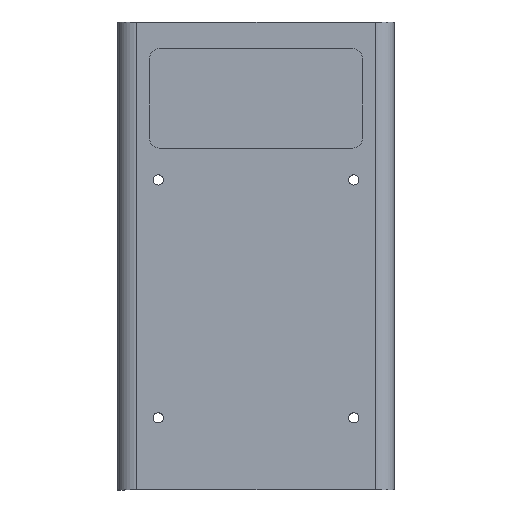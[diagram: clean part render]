
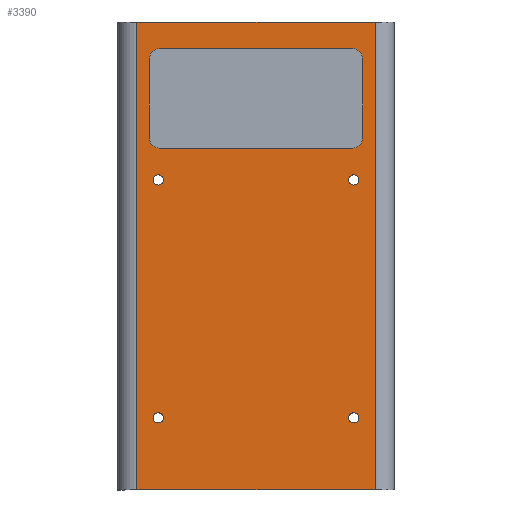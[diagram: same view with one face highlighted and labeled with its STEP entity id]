
A CAD part, top view. The second image highlights one B-rep face of the part: STEP entity #3390.
In plain terms, the highlighted planar face has unit normal (0, 0, 1).
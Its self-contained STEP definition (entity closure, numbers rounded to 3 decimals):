
#100=CARTESIAN_POINT('',(7.755,81.47,26.376));
#110=VERTEX_POINT('',#100);
#290=CARTESIAN_POINT('',(10.245,81.47,26.376));
#300=VERTEX_POINT('',#290);
#330=CARTESIAN_POINT('',(9.,81.47,26.376));
#340=DIRECTION('',(0.,0.,-1.));
#350=DIRECTION('',(-1.,0.,0.));
#360=AXIS2_PLACEMENT_3D('',#330,#340,#350);
#370=CIRCLE('',#360,1.245);
#380=EDGE_CURVE('',#300,#110,#370,.T.);
#1800=CARTESIAN_POINT('',(-1.,3.852,
26.376));
#1810=DIRECTION('',(0.,0.,-1.));
#1820=DIRECTION('',(-1.,0.,0.));
#1830=AXIS2_PLACEMENT_3D('',#1800,#1810,#1820);
#1840=PLANE('',#1830);
#1850=EDGE_CURVE('',#110,#300,#370,.T.);
#1860=ORIENTED_EDGE('',*,*,#1850,.T.);
#1870=ORIENTED_EDGE('',*,*,#380,.T.);
#1880=EDGE_LOOP('',(#1870,#1860));
#1890=FACE_BOUND('',#1880,.T.);
#1900=CARTESIAN_POINT('',(9.,23.05,26.376));
#1910=DIRECTION('',(0.,0.,-1.));
#1920=DIRECTION('',(-1.,0.,0.));
#1930=AXIS2_PLACEMENT_3D('',#1900,#1910,#1920);
#1940=CIRCLE('',#1930,1.245);
#1950=CARTESIAN_POINT('',(7.755,23.05,26.376));
#1960=VERTEX_POINT('',#1950);
#1970=CARTESIAN_POINT('',(10.245,23.05,26.376));
#1980=VERTEX_POINT('',#1970);
#1990=EDGE_CURVE('',#1960,#1980,#1940,.T.);
#2000=ORIENTED_EDGE('',*,*,#1990,.T.);
#2010=EDGE_CURVE('',#1980,#1960,#1940,.T.);
#2020=ORIENTED_EDGE('',*,*,#2010,.T.);
#2030=EDGE_LOOP('',(#2020,#2000));
#2040=FACE_BOUND('',#2030,.T.);
#2050=CARTESIAN_POINT('',(59.162,3.852,26.376
));
#2060=DIRECTION('',(0.,1.,0.));
#2070=VECTOR('',#2060,1.);
#2080=LINE('',#2050,#2070);
#2090=CARTESIAN_POINT('',(59.162,91.676,26.376));
#2100=VERTEX_POINT('',#2090);
#2110=CARTESIAN_POINT('',(59.162,111.285,26.376));
#2120=VERTEX_POINT('',#2110);
#2130=EDGE_CURVE('',#2100,#2120,#2080,.T.);
#2140=ORIENTED_EDGE('',*,*,#2130,.F.);
#2150=CARTESIAN_POINT('',(56.774,111.285,26.376));
#2160=DIRECTION('',(0.,0.,1.));
#2170=DIRECTION('',(1.,0.,0.));
#2180=AXIS2_PLACEMENT_3D('',#2150,#2160,#2170);
#2190=CIRCLE('',#2180,2.388);
#2200=CARTESIAN_POINT('',(56.774,113.672,26.376));
#2210=VERTEX_POINT('',#2200);
#2220=EDGE_CURVE('',#2120,#2210,#2190,.T.);
#2230=ORIENTED_EDGE('',*,*,#2220,.F.);
#2240=CARTESIAN_POINT('',(1.505,113.672,26.376));
#2250=DIRECTION('',(-1.,0.,0.));
#2260=VECTOR('',#2250,1.);
#2270=LINE('',#2240,#2260);
#2280=CARTESIAN_POINT('',(9.226,113.672,26.376));
#2290=VERTEX_POINT('',#2280);
#2300=EDGE_CURVE('',#2210,#2290,#2270,.T.);
#2310=ORIENTED_EDGE('',*,*,#2300,.F.);
#2320=CARTESIAN_POINT('',(9.226,111.285,26.376));
#2330=DIRECTION('',(0.,0.,1.));
#2340=DIRECTION('',(1.,0.,0.));
#2350=AXIS2_PLACEMENT_3D('',#2320,#2330,#2340);
#2360=CIRCLE('',#2350,2.388);
#2370=CARTESIAN_POINT('',(6.838,111.285,26.376));
#2380=VERTEX_POINT('',#2370);
#2390=EDGE_CURVE('',#2290,#2380,#2360,.T.);
#2400=ORIENTED_EDGE('',*,*,#2390,.F.);
#2410=CARTESIAN_POINT('',(6.838,3.852,26.376
));
#2420=DIRECTION('',(0.,-1.,0.));
#2430=VECTOR('',#2420,1.);
#2440=LINE('',#2410,#2430);
#2450=CARTESIAN_POINT('',(6.838,91.676,26.376));
#2460=VERTEX_POINT('',#2450);
#2470=EDGE_CURVE('',#2380,#2460,#2440,.T.);
#2480=ORIENTED_EDGE('',*,*,#2470,.F.);
#2490=CARTESIAN_POINT('',(9.226,91.676,26.376));
#2500=DIRECTION('',(0.,0.,1.));
#2510=DIRECTION('',(1.,0.,0.));
#2520=AXIS2_PLACEMENT_3D('',#2490,#2500,#2510);
#2530=CIRCLE('',#2520,2.388);
#2540=CARTESIAN_POINT('',(9.226,89.288,26.376));
#2550=VERTEX_POINT('',#2540);
#2560=EDGE_CURVE('',#2460,#2550,#2530,.T.);
#2570=ORIENTED_EDGE('',*,*,#2560,.F.);
#2580=CARTESIAN_POINT('',(1.505,89.288,26.376));
#2590=DIRECTION('',(1.,0.,0.));
#2600=VECTOR('',#2590,1.);
#2610=LINE('',#2580,#2600);
#2620=CARTESIAN_POINT('',(56.774,89.288,26.376));
#2630=VERTEX_POINT('',#2620);
#2640=EDGE_CURVE('',#2550,#2630,#2610,.T.);
#2650=ORIENTED_EDGE('',*,*,#2640,.F.);
#2660=CARTESIAN_POINT('',(56.774,91.676,26.376));
#2670=DIRECTION('',(0.,0.,1.));
#2680=DIRECTION('',(1.,0.,0.));
#2690=AXIS2_PLACEMENT_3D('',#2660,#2670,#2680);
#2700=CIRCLE('',#2690,2.388);
#2710=EDGE_CURVE('',#2630,#2100,#2700,.T.);
#2720=ORIENTED_EDGE('',*,*,#2710,.F.);
#2730=EDGE_LOOP('',(#2720,#2650,#2570,#2480,#2400,#2310,#2230,#2140));
#2740=FACE_BOUND('',#2730,.T.);
#2750=CARTESIAN_POINT('',(57.,23.05,26.376));
#2760=DIRECTION('',(0.,0.,-1.));
#2770=DIRECTION('',(-1.,0.,0.));
#2780=AXIS2_PLACEMENT_3D('',#2750,#2760,#2770);
#2790=CIRCLE('',#2780,1.245);
#2800=CARTESIAN_POINT('',(55.755,23.05,26.376));
#2810=VERTEX_POINT('',#2800);
#2820=CARTESIAN_POINT('',(58.245,23.05,26.376));
#2830=VERTEX_POINT('',#2820);
#2840=EDGE_CURVE('',#2810,#2830,#2790,.T.);
#2850=ORIENTED_EDGE('',*,*,#2840,.T.);
#2860=EDGE_CURVE('',#2830,#2810,#2790,.T.);
#2870=ORIENTED_EDGE('',*,*,#2860,.T.);
#2880=EDGE_LOOP('',(#2870,#2850));
#2890=FACE_BOUND('',#2880,.T.);
#2900=CARTESIAN_POINT('',(57.,81.47,26.376));
#2910=DIRECTION('',(0.,0.,-1.));
#2920=DIRECTION('',(-1.,0.,0.));
#2930=AXIS2_PLACEMENT_3D('',#2900,#2910,#2920);
#2940=CIRCLE('',#2930,1.245);
#2950=CARTESIAN_POINT('',(55.755,81.47,26.376));
#2960=VERTEX_POINT('',#2950);
#2970=CARTESIAN_POINT('',(58.245,81.47,26.376));
#2980=VERTEX_POINT('',#2970);
#2990=EDGE_CURVE('',#2960,#2980,#2940,.T.);
#3000=ORIENTED_EDGE('',*,*,#2990,.T.);
#3010=EDGE_CURVE('',#2980,#2960,#2940,.T.);
#3020=ORIENTED_EDGE('',*,*,#3010,.T.);
#3030=EDGE_LOOP('',(#3020,#3000));
#3040=FACE_BOUND('',#3030,.T.);
#3050=CARTESIAN_POINT('',(67.,120.246,26.376));
#3060=DIRECTION('',(-1.,0.,0.));
#3070=VECTOR('',#3060,1.);
#3080=LINE('',#3050,#3070);
#3090=CARTESIAN_POINT('',(62.238,120.246,26.376));
#3100=VERTEX_POINT('',#3090);
#3110=CARTESIAN_POINT('',(3.763,120.246,26.376));
#3120=VERTEX_POINT('',#3110);
#3130=EDGE_CURVE('',#3100,#3120,#3080,.T.);
#3140=ORIENTED_EDGE('',*,*,#3130,.T.);
#3150=CARTESIAN_POINT('',(62.238,3.852,26.376));
#3160=DIRECTION('',(0.,-1.,0.));
#3170=VECTOR('',#3160,1.);
#3180=LINE('',#3150,#3170);
#3190=CARTESIAN_POINT('',(62.238,5.352,26.376));
#3200=VERTEX_POINT('',#3190);
#3210=EDGE_CURVE('',#3100,#3200,#3180,.T.);
#3220=ORIENTED_EDGE('',*,*,#3210,.F.);
#3230=CARTESIAN_POINT('',(67.,5.352,26.376));
#3240=DIRECTION('',(-1.,0.,0.));
#3250=VECTOR('',#3240,1.);
#3260=LINE('',#3230,#3250);
#3270=CARTESIAN_POINT('',(3.763,5.352,
26.376));
#3280=VERTEX_POINT('',#3270);
#3290=EDGE_CURVE('',#3200,#3280,#3260,.T.);
#3300=ORIENTED_EDGE('',*,*,#3290,.F.);
#3310=CARTESIAN_POINT('',(3.763,3.852,26.376
));
#3320=DIRECTION('',(0.,-1.,0.));
#3330=VECTOR('',#3320,1.);
#3340=LINE('',#3310,#3330);
#3350=EDGE_CURVE('',#3120,#3280,#3340,.T.);
#3360=ORIENTED_EDGE('',*,*,#3350,.T.);
#3370=EDGE_LOOP('',(#3360,#3300,#3220,#3140));
#3380=FACE_OUTER_BOUND('',#3370,.T.);
#3390=ADVANCED_FACE('',(#1890,#2040,#2740,#2890,#3040,#3380),#1840,.F.);
